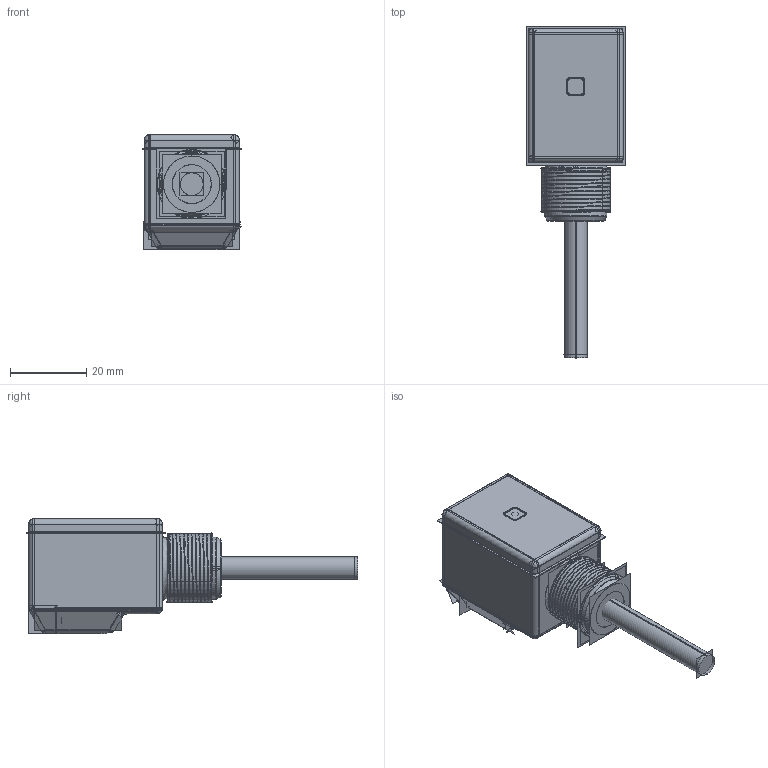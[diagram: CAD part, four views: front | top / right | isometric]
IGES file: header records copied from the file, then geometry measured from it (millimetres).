
Start section:  PTC IGES file: 188701.igs
Global section: file name: 188701.igs; native system: Creo Parametric by Parametric Technology Corporation; preprocessor: 2013230; author: pdmadmin; organization: Unknown; date: 20151106.064704; units: millimetre
Bounding box: 26.11 x 86.9 x 30.23 mm (x, y, z)
Volume: 12125.6 mm3; surface area: 101845.4 mm2
Topology: 9 solids, 9 shells, 1020 faces, 5146 edges, 6469 vertices
Faces by surface type: revolution 528, bspline 480, extrusion 12
